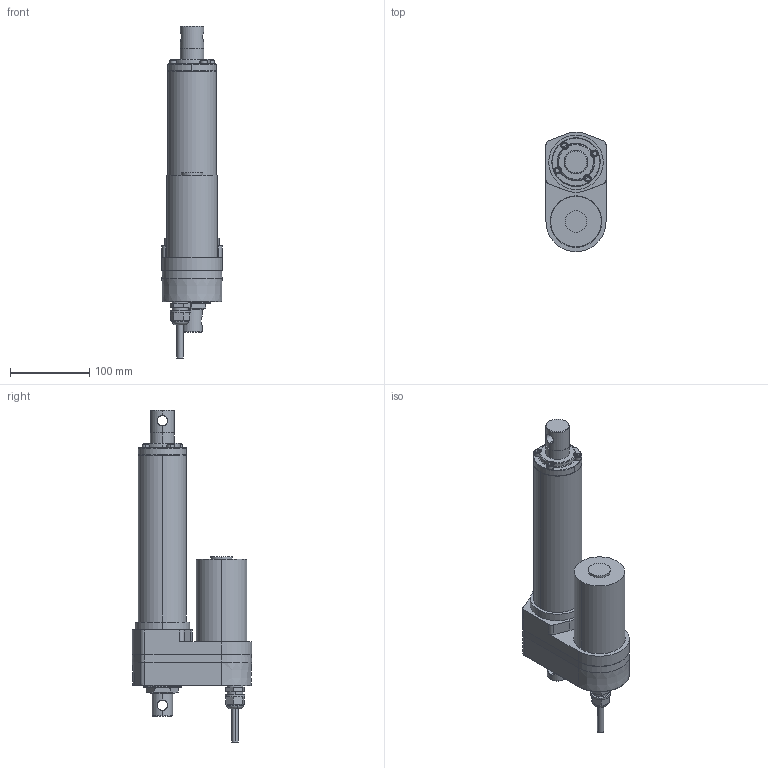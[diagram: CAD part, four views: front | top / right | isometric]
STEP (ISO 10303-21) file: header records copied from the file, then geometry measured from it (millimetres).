
FILE_DESCRIPTION((''),'2;1');
FILE_NAME('830_3D_ASM','2020-07-24T',('zhaocanlin'),(''),'PRO/ENGINEER BY PARAMETRIC TECHNOLOGY CORPORATION, 2015070','PRO/ENGINEER BY PARAMETRIC TECHNOLOGY CORPORATION, 2015070','');
FILE_SCHEMA(('CONFIG_CONTROL_DESIGN'));
Products named in the file (1): 830_3D_ASM
Bounding box: 76 x 150.9 x 420 mm (x, y, z)
Volume: 974965.1 mm3; surface area: 206070.6 mm2
Topology: 3 solids, 25 shells, 3626 faces, 8133 edges, 4506 vertices
Faces by surface type: plane 2747, cylinder 442, bspline 199, torus 137, cone 75, sphere 24, revolution 2
Entity records: 125828 total; most frequent: CARTESIAN_POINT 49640, ORIENTED_EDGE 16026, DIRECTION 14654, EDGE_CURVE 8076, VECTOR 5682, LINE 5682, VERTEX_POINT 4506, AXIS2_PLACEMENT_3D 4485
